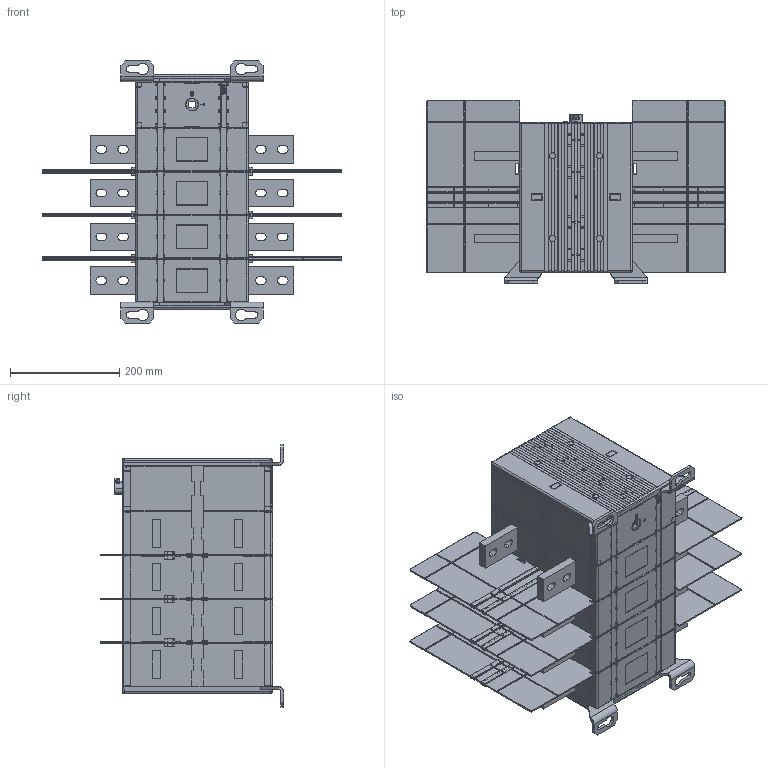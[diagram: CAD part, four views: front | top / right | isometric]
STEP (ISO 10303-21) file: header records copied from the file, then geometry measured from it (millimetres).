
FILE_DESCRIPTION((''),'2;1');
FILE_NAME('PRT0001','2024-11-27T10:36:21',('FIRARAN'),(''),'CREO PARAMETRIC BY PTC INC, 2022364','CREO PARAMETRIC BY PTC INC, 2022364','');
FILE_SCHEMA(('AUTOMOTIVE_DESIGN { 1 0 10303 214 1 1 1 1 }'));
Products named in the file (1): PRT0001
Bounding box: 546 x 335 x 480 mm (x, y, z)
Volume: 24903.5 mm3; surface area: 948372.2 mm2
Topology: 53 solids, 54 shells, 7530 faces, 20051 edges, 12195 vertices
Faces by surface type: plane 4217, cylinder 2136, bspline 498, torus 327, sphere 284, cone 68
Entity records: 356207 total; most frequent: CARTESIAN_POINT 114162, ORIENTED_EDGE 39050, DIRECTION 35298, EDGE_CURVE 19533, VECTOR 13551, LINE 13551, VERTEX_POINT 12195, AXIS2_PLACEMENT_3D 10872
